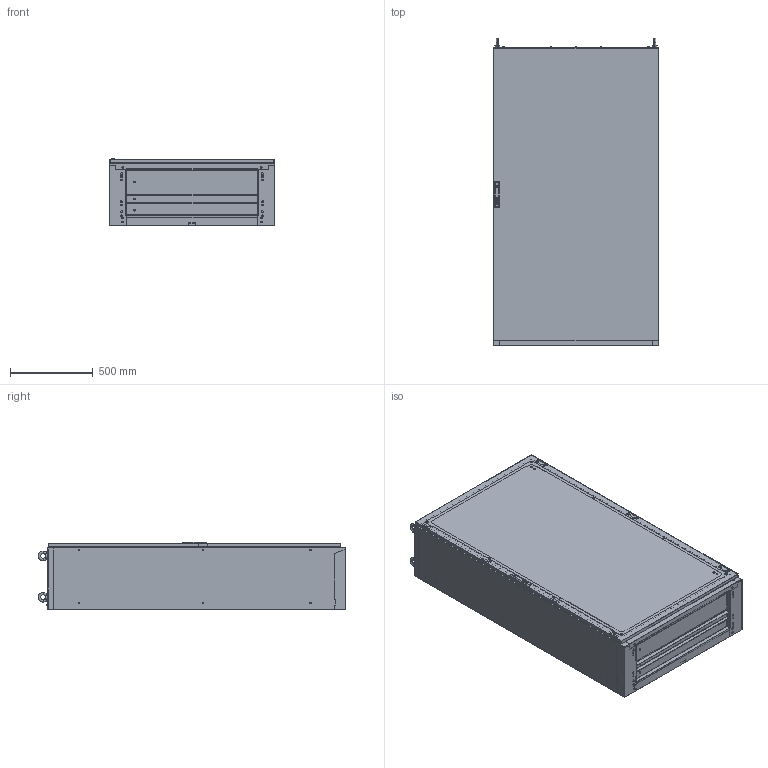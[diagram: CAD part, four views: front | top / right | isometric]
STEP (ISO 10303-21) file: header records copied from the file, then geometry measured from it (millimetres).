
FILE_DESCRIPTION (( 'STEP AP214' ), '1' );
FILE_NAME ('0390-1018-40-07.step', '2022-07-28T11:02:04', ( '' ), ( '' ), 'SwSTEP 2.0', 'SolidWorks 2019', '' );
FILE_SCHEMA (( 'AUTOMOTIVE_DESIGN' ));
Length unit declared in the file: millimetre
Products named in the file (5): Dachplatte_ss_0390-1000-40-07; Bodenplattensatz_s_0396-1000-40-03; Korpus_ss_1018-40; 0390-1018-40-07; TuerR_s_0395-1018-00-97
Assembly tree (4 placements, depth 2):
  0390-1018-40-07
    Korpus_ss_1018-40
    TuerR_s_0395-1018-00-97
    Dachplatte_ss_0390-1000-40-07
    Bodenplattensatz_s_0396-1000-40-03
Bounding box: 1000 x 1857.99 x 407.5 mm (x, y, z)
Volume: 12919677.3 mm3; surface area: 14363659.3 mm2
Topology: 42 solids, 42 shells, 4205 faces, 11078 edges, 7324 vertices
Faces by surface type: plane 2267, cylinder 1728, cone 172, torus 24, bspline 14
Entity records: 160863 total; most frequent: CARTESIAN_POINT 24607, DIRECTION 22938, ORIENTED_EDGE 22156, EDGE_CURVE 11078, AXIS2_PLACEMENT_3D 7931, VERTEX_POINT 7324, VECTOR 7076, LINE 7076
